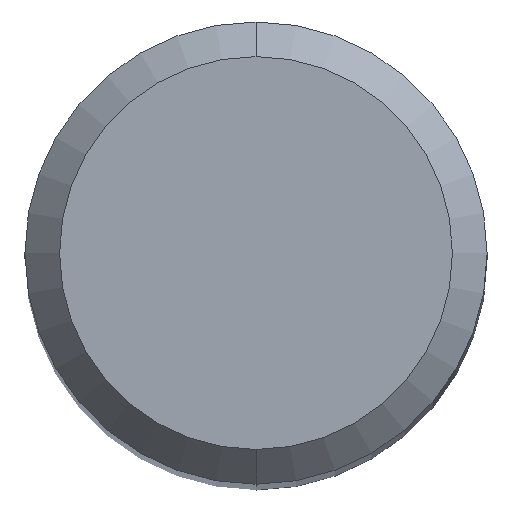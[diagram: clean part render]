
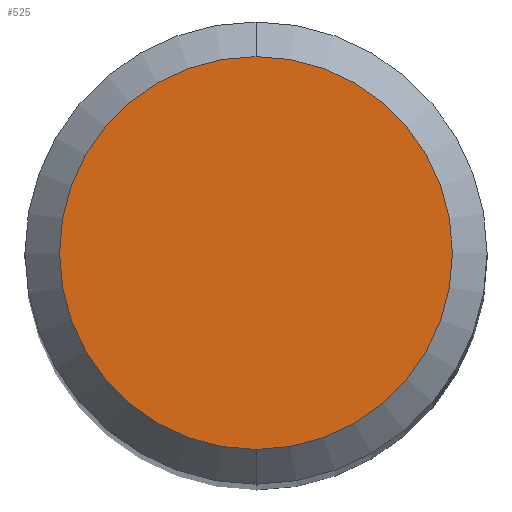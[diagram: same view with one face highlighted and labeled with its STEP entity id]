
A CAD part, top view. The second image highlights one B-rep face of the part: STEP entity #525.
In plain terms, the highlighted planar face has unit normal (0, 0, 1).
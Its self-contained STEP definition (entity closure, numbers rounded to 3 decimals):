
#205=VERTEX_POINT('',#565);
#267=EDGE_CURVE('',#399,#205,#636,.T.);
#297=EDGE_CURVE('',#205,#399,#668,.T.);
#399=VERTEX_POINT('',#783);
#525=ADVANCED_FACE('',(#922),#923,.T.);
#565=CARTESIAN_POINT('',(0.0,1.7,0.0));
#636=CIRCLE('',#1060,1.7);
#668=CIRCLE('',#1127,1.7);
#783=CARTESIAN_POINT('',(0.,-1.7,0.0));
#922=FACE_OUTER_BOUND('',#1610,.T.);
#923=PLANE('',#1611);
#1060=AXIS2_PLACEMENT_3D('',#1767,#1768,#1769);
#1127=AXIS2_PLACEMENT_3D('',#1797,#1798,#1799);
#1610=EDGE_LOOP('',(#2083,#2084));
#1611=AXIS2_PLACEMENT_3D('',#2085,#2086,#2087);
#1767=CARTESIAN_POINT('',(0.0,0.0,0.0));
#1768=DIRECTION('',(0.0,0.0,-1.0));
#1769=DIRECTION('',(0.0,1.0,0.0));
#1797=CARTESIAN_POINT('',(0.0,0.0,0.0));
#1798=DIRECTION('',(0.0,0.0,-1.0));
#1799=DIRECTION('',(0.0,1.0,0.0));
#2083=ORIENTED_EDGE('',*,*,#297,.F.);
#2084=ORIENTED_EDGE('',*,*,#267,.F.);
#2085=CARTESIAN_POINT('',(0.0,0.85,0.0));
#2086=DIRECTION('',(-0.0,0.0,1.0));
#2087=DIRECTION('',(0.0,-1.0,0.0));
